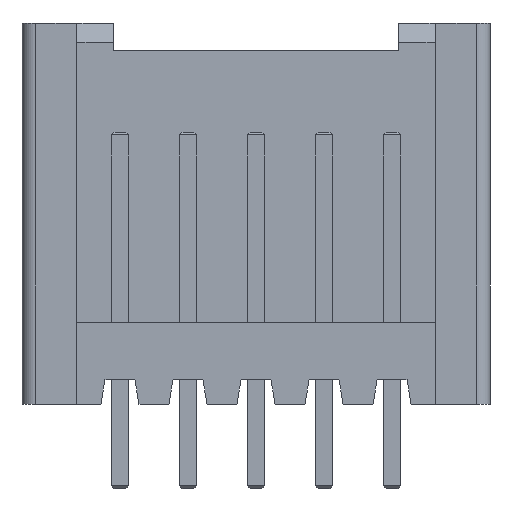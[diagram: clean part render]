
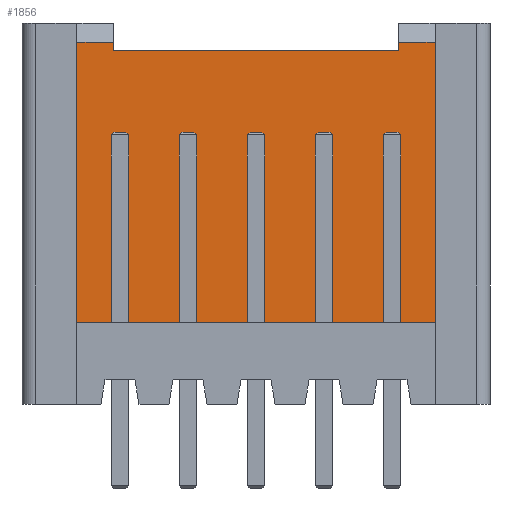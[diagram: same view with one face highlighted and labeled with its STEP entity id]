
A CAD part, front view. The second image highlights one B-rep face of the part: STEP entity #1856.
In plain terms, the highlighted planar face has unit normal (0, -1, 0).
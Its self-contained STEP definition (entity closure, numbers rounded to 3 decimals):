
#13=DIRECTION('',(0.,0.,1.));
#30=DIRECTION('',(1.,0.,0.));
#38=VECTOR('',#39,1.);
#39=DIRECTION('',(1.,0.));
#40=( GEOMETRIC_REPRESENTATION_CONTEXT(2) PARAMETRIC_REPRESENTATION_CONTEXT() REPRESENTATION_CONTEXT('2D SPACE','') );
#45=DIRECTION('',(0.,1.,0.));
#60=DIRECTION('',(0.,-1.,0.));
#66=DIRECTION('',(0.,-1.));
#84=CARTESIAN_POINT('',(0.,0.));
#91=VECTOR('',#66,1.);
#109=DIRECTION('',(-1.,0.,0.));
#160=VECTOR('',#161,1.);
#161=DIRECTION('',(-1.,0.));
#186=VECTOR('',#109,1.);
#192=PLANE('',#193);
#193=AXIS2_PLACEMENT_3D('',#194,#195,#196);
#194=CARTESIAN_POINT('',(12.8,3.1,13.65));
#195=DIRECTION('',(0.,0.707,-0.707));
#196=DIRECTION('',(1.,0.,0.));
#208=PLANE('',#209);
#209=AXIS2_PLACEMENT_3D('',#210,#109,#13);
#210=CARTESIAN_POINT('',(-0.25,3.75,13.));
#233=VECTOR('',#13,1.);
#253=CARTESIAN_POINT('',(10.25,3.75,13.));
#261=PLANE('',#262);
#262=AXIS2_PLACEMENT_3D('',#253,#263,#109);
#263=DIRECTION('',(0.,0.,-1.));
#267=CARTESIAN_POINT('',(10.25,3.75,14.));
#270=VECTOR('',#263,1.);
#276=PLANE('',#277);
#277=AXIS2_PLACEMENT_3D('',#267,#30,#263);
#530=VERTEX_POINT('',#531);
#531=CARTESIAN_POINT('',(-0.25,2.75,13.));
#535=DEFINITIONAL_REPRESENTATION('',(#536),#40);
#536=LINE('',#84,#91);
#542=EDGE_CURVE('',#530,#543,#545,.T.);
#543=VERTEX_POINT('',#544);
#544=CARTESIAN_POINT('',(-0.25,2.75,13.3));
#545=SURFACE_CURVE('',#546,(#548,#553),.PCURVE_S1.);
#546=LINE('',#547,#233);
#547=CARTESIAN_POINT('',(-0.25,2.75,13.5));
#548=PCURVE('',#208,#549);
#549=DEFINITIONAL_REPRESENTATION('',(#550),#40);
#550=B_SPLINE_CURVE_WITH_KNOTS('',1,(#551,#552),.UNSPECIFIED.,.F.,.F.,(2,2),(-0.6,0.6),.PIECEWISE_BEZIER_KNOTS.);
#551=CARTESIAN_POINT('',(-0.1,-1.));
#552=CARTESIAN_POINT('',(1.1,-1.));
#553=PCURVE('',#554,#557);
#554=PLANE('',#555);
#555=AXIS2_PLACEMENT_3D('',#556,#45,#109);
#556=CARTESIAN_POINT('',(12.8,2.75,14.));
#557=DEFINITIONAL_REPRESENTATION('',(#558),#40);
#558=B_SPLINE_CURVE_WITH_KNOTS('',1,(#559,#560),.UNSPECIFIED.,.F.,.F.,(2,2),(-0.6,0.6),.PIECEWISE_BEZIER_KNOTS.);
#559=CARTESIAN_POINT('',(13.05,-1.1));
#560=CARTESIAN_POINT('',(13.05,0.1));
#584=VERTEX_POINT('',#585);
#585=CARTESIAN_POINT('',(-2.8,2.75,13.3));
#603=ORIENTED_EDGE('',*,*,#604,.F.);
#604=EDGE_CURVE('',#543,#584,#605,.T.);
#605=SURFACE_CURVE('',#606,(#608,#612),.PCURVE_S1.);
#606=LINE('',#607,#186);
#607=CARTESIAN_POINT('',(12.8,2.75,13.3));
#608=PCURVE('',#192,#609);
#609=DEFINITIONAL_REPRESENTATION('',(#610),#40);
#610=LINE('',#611,#160);
#611=CARTESIAN_POINT('',(-0.,0.495));
#612=PCURVE('',#554,#613);
#613=DEFINITIONAL_REPRESENTATION('',(#614),#40);
#614=LINE('',#615,#38);
#615=CARTESIAN_POINT('',(0.,-0.7));
#644=PLANE('',#645);
#645=AXIS2_PLACEMENT_3D('',#646,#109,#60);
#646=CARTESIAN_POINT('',(-2.8,2.75,14.));
#698=PLANE('',#699);
#699=AXIS2_PLACEMENT_3D('',#700,#13,#30);
#700=CARTESIAN_POINT('',(5.,0.,3.));
#711=VECTOR('',#712,1.);
#712=DIRECTION('',(-0.,-0.,-1.));
#1797=VERTEX_POINT('',#1798);
#1798=CARTESIAN_POINT('',(10.25,2.75,13.3));
#1815=EDGE_CURVE('',#1797,#1816,#1818,.T.);
#1816=VERTEX_POINT('',#1817);
#1817=CARTESIAN_POINT('',(10.25,2.75,13.));
#1818=SURFACE_CURVE('',#1819,(#1821,#1825),.PCURVE_S1.);
#1819=LINE('',#1820,#270);
#1820=CARTESIAN_POINT('',(10.25,2.75,14.));
#1821=PCURVE('',#276,#1822);
#1822=DEFINITIONAL_REPRESENTATION('',(#1823),#40);
#1823=B_SPLINE_CURVE_WITH_KNOTS('',1,(#1824,#552),.UNSPECIFIED.,.F.,.F.,(2,2),(-0.1,1.1),.PIECEWISE_BEZIER_KNOTS.);
#1824=CARTESIAN_POINT('',(-0.1,-1.));
#1825=PCURVE('',#554,#1826);
#1826=DEFINITIONAL_REPRESENTATION('',(#1827),#40);
#1827=B_SPLINE_CURVE_WITH_KNOTS('',1,(#1828,#1829),.UNSPECIFIED.,.F.,.F.,(2,2),(-0.1,1.1),.PIECEWISE_BEZIER_KNOTS.);
#1828=CARTESIAN_POINT('',(2.55,0.1));
#1829=CARTESIAN_POINT('',(2.55,-1.1));
#1841=EDGE_CURVE('',#1816,#530,#1842,.T.);
#1842=SURFACE_CURVE('',#1843,(#1845,#1850),.PCURVE_S1.);
#1843=LINE('',#1844,#186);
#1844=CARTESIAN_POINT('',(11.525,2.75,13.));
#1845=PCURVE('',#261,#1846);
#1846=DEFINITIONAL_REPRESENTATION('',(#1847),#40);
#1847=B_SPLINE_CURVE_WITH_KNOTS('',1,(#1848,#1849),.UNSPECIFIED.,.F.,.F.,(2,2),(0.225,12.825),.PIECEWISE_BEZIER_KNOTS.);
#1848=CARTESIAN_POINT('',(-1.05,-1.));
#1849=CARTESIAN_POINT('',(11.55,-1.));
#1850=PCURVE('',#554,#1851);
#1851=DEFINITIONAL_REPRESENTATION('',(#1852),#40);
#1852=B_SPLINE_CURVE_WITH_KNOTS('',1,(#1853,#1854),.UNSPECIFIED.,.F.,.F.,(2,2),(0.225,12.825),.PIECEWISE_BEZIER_KNOTS.);
#1853=CARTESIAN_POINT('',(1.5,-1.));
#1854=CARTESIAN_POINT('',(14.1,-1.));
#1856=ADVANCED_FACE('',(#1857),#554,.F.);
#1857=FACE_BOUND('',#1858,.F.);
#1858=EDGE_LOOP('',(#1859,#1863,#1877,#1891,#603,#1900,#1901,#1902));
#1859=ORIENTED_EDGE('',*,*,#1860,.F.);
#1860=EDGE_CURVE('',#1861,#1797,#1862,.T.);
#1861=VERTEX_POINT('',#607);
#1862=SURFACE_CURVE('',#606,(#612,#608),.PCURVE_S1.);
#1863=ORIENTED_EDGE('',*,*,#1864,.T.);
#1864=EDGE_CURVE('',#1861,#1865,#1867,.T.);
#1865=VERTEX_POINT('',#1866);
#1866=CARTESIAN_POINT('',(12.8,2.75,3.));
#1867=SURFACE_CURVE('',#1868,(#1869,#1870),.PCURVE_S1.);
#1868=LINE('',#556,#711);
#1869=PCURVE('',#554,#535);
#1870=PCURVE('',#1871,#1874);
#1871=PLANE('',#1872);
#1872=AXIS2_PLACEMENT_3D('',#1873,#30,#45);
#1873=CARTESIAN_POINT('',(12.8,-2.75,14.));
#1874=DEFINITIONAL_REPRESENTATION('',(#1875),#40);
#1875=LINE('',#1876,#91);
#1876=CARTESIAN_POINT('',(5.5,0.));
#1877=ORIENTED_EDGE('',*,*,#1878,.T.);
#1878=EDGE_CURVE('',#1865,#1879,#1881,.T.);
#1879=VERTEX_POINT('',#1880);
#1880=CARTESIAN_POINT('',(-2.8,2.75,3.));
#1881=SURFACE_CURVE('',#1882,(#1883,#1887),.PCURVE_S1.);
#1882=LINE('',#1866,#186);
#1883=PCURVE('',#554,#1884);
#1884=DEFINITIONAL_REPRESENTATION('',(#1885),#40);
#1885=LINE('',#1886,#38);
#1886=CARTESIAN_POINT('',(0.,-11.));
#1887=PCURVE('',#698,#1888);
#1888=DEFINITIONAL_REPRESENTATION('',(#1889),#40);
#1889=LINE('',#1890,#160);
#1890=CARTESIAN_POINT('',(7.8,2.75));
#1891=ORIENTED_EDGE('',*,*,#1892,.F.);
#1892=EDGE_CURVE('',#584,#1879,#1893,.T.);
#1893=SURFACE_CURVE('',#1894,(#1895,#1899),.PCURVE_S1.);
#1894=LINE('',#646,#711);
#1895=PCURVE('',#554,#1896);
#1896=DEFINITIONAL_REPRESENTATION('',(#1897),#40);
#1897=LINE('',#1898,#91);
#1898=CARTESIAN_POINT('',(15.6,0.));
#1899=PCURVE('',#644,#535);
#1900=ORIENTED_EDGE('',*,*,#542,.F.);
#1901=ORIENTED_EDGE('',*,*,#1841,.F.);
#1902=ORIENTED_EDGE('',*,*,#1815,.F.);
